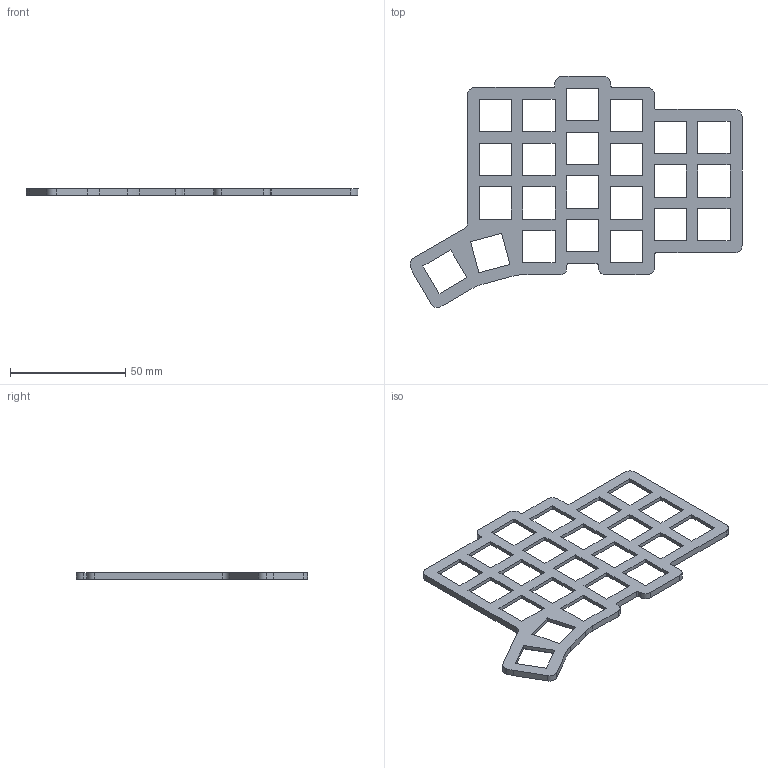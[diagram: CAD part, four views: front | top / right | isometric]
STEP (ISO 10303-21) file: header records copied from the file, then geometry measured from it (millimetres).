
FILE_DESCRIPTION(('FreeCAD Model'),'2;1');
FILE_NAME('Open CASCADE Shape Model','2025-09-25T15:22:57',(''),(''), 'Open CASCADE STEP processor 7.8','FreeCAD','Unknown');
FILE_SCHEMA(('AUTOMOTIVE_DESIGN { 1 0 10303 214 1 1 1 1 }'));
Length unit declared in the file: millimetre
Products named in the file (1): Plate-Right
Bounding box: 144.18 x 100.38 x 2.8 mm (x, y, z)
Volume: 12046.2 mm3; surface area: 15393.7 mm2
Topology: 1 solids, 1 shells, 342 faces, 951 edges, 634 vertices
Faces by surface type: plane 229, cylinder 113
Entity records: 11057 total; most frequent: CARTESIAN_POINT 1928, ORIENTED_EDGE 1902, DIRECTION 1863, EDGE_CURVE 951, LINE 725, VECTOR 725, VERTEX_POINT 634, AXIS2_PLACEMENT_3D 569
